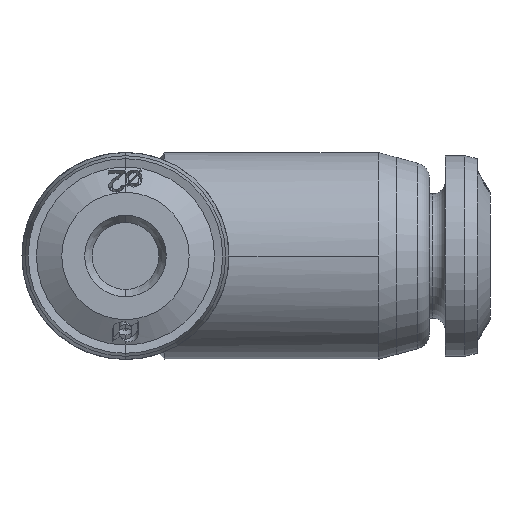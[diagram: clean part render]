
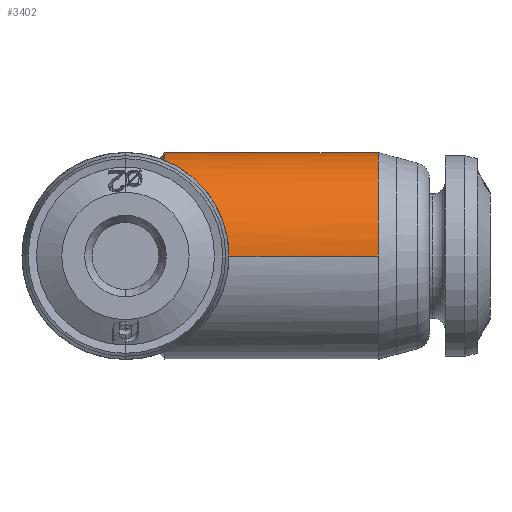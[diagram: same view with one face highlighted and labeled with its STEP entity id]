
A CAD part, left-side view. The second image highlights one B-rep face of the part: STEP entity #3402.
In plain terms, the highlighted cylindrical face has radius 3.25 mm (diameter 6.5 mm), a partial arc.
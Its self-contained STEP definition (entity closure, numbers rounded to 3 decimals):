
#1482 = EDGE_CURVE ( 'NONE', #15405, #15417, #5606, .T. ) ;
#1483 = EDGE_CURVE ( 'NONE', #15417, #15420, #5608, .T. ) ;
#1484 = EDGE_CURVE ( 'NONE', #15420, #15197, #15621, .T. ) ;
#1485 = EDGE_CURVE ( 'NONE', #15197, #15421, #5610, .T. ) ;
#1486 = EDGE_CURVE ( 'NONE', #15421, #15422, #15622, .T. ) ;
#1487 = EDGE_CURVE ( 'NONE', #15416, #15422, #5615, .T. ) ;
#1488 = EDGE_CURVE ( 'NONE', #15416, #15405, #5612, .T. ) ;
#2060 = DIRECTION ( 'NONE',  ( 0., 1., 0. ) ) ;
#2064 = CARTESIAN_POINT ( 'NONE',  ( 3.25, -3.25, 1.367 ) ) ;
#2077 = CARTESIAN_POINT ( 'NONE',  ( 2.486, -2.486, 2.5 ) ) ;
#2078 = CARTESIAN_POINT ( 'NONE',  ( 3.25, 0., 0. ) ) ;
#2079 = CARTESIAN_POINT ( 'NONE',  ( 0., -7.94, 0. ) ) ;
#2080 = DIRECTION ( 'NONE',  ( 0., 1., 0. ) ) ;
#2081 = DIRECTION ( 'NONE',  ( -1., 0., 0. ) ) ;
#2082 = CARTESIAN_POINT ( 'NONE',  ( 3.25, -3.25, 0. ) ) ;
#2083 = CARTESIAN_POINT ( 'NONE',  ( 1.22, -1.22, 3.013 ) ) ;
#2084 = CARTESIAN_POINT ( 'NONE',  ( -2.486, -2.486, 2.5 ) ) ;
#2085 = CARTESIAN_POINT ( 'NONE',  ( -3.25, -3.25, 1.367 ) ) ;
#2086 = CARTESIAN_POINT ( 'NONE',  ( 0., -1.22, 0. ) ) ;
#2087 = DIRECTION ( 'NONE',  ( 0., -1., 0. ) ) ;
#2088 = DIRECTION ( 'NONE',  ( 0., 0., -1. ) ) ;
#2089 = CARTESIAN_POINT ( 'NONE',  ( -1.22, -1.22, 3.013 ) ) ;
#2090 = CARTESIAN_POINT ( 'NONE',  ( -3.25, -3.25, 0. ) ) ;
#2091 = CARTESIAN_POINT ( 'NONE',  ( -3.25, 0., 0. ) ) ;
#2092 = DIRECTION ( 'NONE',  ( 0., 1., 0. ) ) ;
#2093 = CARTESIAN_POINT ( 'NONE',  ( 0., -7.94, 0. ) ) ;
#2094 = DIRECTION ( 'NONE',  ( 0., 1., 0. ) ) ;
#2944 = AXIS2_PLACEMENT_3D ( 'NONE', #11234, #11235, #11243 ) ;
#3402 = ADVANCED_FACE ( 'NONE', ( #6651 ), #6656, .T. ) ;
#3605 = ORIENTED_EDGE ( 'NONE', *, *, #1482, .T. ) ;
#3607 = ORIENTED_EDGE ( 'NONE', *, *, #1483, .T. ) ;
#3608 = ORIENTED_EDGE ( 'NONE', *, *, #1484, .T. ) ;
#3610 = ORIENTED_EDGE ( 'NONE', *, *, #1485, .T. ) ;
#3613 = ORIENTED_EDGE ( 'NONE', *, *, #1486, .T. ) ;
#3615 = ORIENTED_EDGE ( 'NONE', *, *, #1487, .F. ) ;
#3616 = ORIENTED_EDGE ( 'NONE', *, *, #1488, .T. ) ;
#5520 = AXIS2_PLACEMENT_3D ( 'NONE', #2079, #2080, #2081 ) ;
#5522 = AXIS2_PLACEMENT_3D ( 'NONE', #2086, #2087, #2088 ) ;
#5526 = AXIS2_PLACEMENT_3D ( 'NONE', #2093, #2094, #17422 ) ;
#5606 = CIRCLE ( 'NONE', #5520, 3.25 ) ;
#5608 = LINE ( 'NONE', #2078, #5613 ) ;
#5610 = CIRCLE ( 'NONE', #5522, 3.25 ) ;
#5612 = CIRCLE ( 'NONE', #5526, 3.25 ) ;
#5613 = VECTOR ( 'NONE', #2060, 1000. ) ;
#5615 = LINE ( 'NONE', #2091, #5618 ) ;
#5618 = VECTOR ( 'NONE', #2092, 1000. ) ;
#5969 = EDGE_LOOP ( 'NONE', ( #3605, #3607, #3608, #3610, #3613, #3615, #3616 ) ) ;
#6651 = FACE_OUTER_BOUND ( 'NONE', #5969, .T. ) ;
#6656 = CYLINDRICAL_SURFACE ( 'NONE', #2944, 3.25 ) ;
#11234 = CARTESIAN_POINT ( 'NONE',  ( 0., 0., 0. ) ) ;
#11235 = DIRECTION ( 'NONE',  ( 0., 1., 0. ) ) ;
#11243 = DIRECTION ( 'NONE',  ( -1., 0., 0. ) ) ;
#13882 = CARTESIAN_POINT ( 'NONE',  ( 1.22, -1.22, 3.013 ) ) ;
#14187 = CARTESIAN_POINT ( 'NONE',  ( 0.163, -7.94, 3.246 ) ) ;
#14198 = CARTESIAN_POINT ( 'NONE',  ( -3.25, -7.94, 0. ) ) ;
#14199 = CARTESIAN_POINT ( 'NONE',  ( 3.25, -7.94, 0. ) ) ;
#14202 = CARTESIAN_POINT ( 'NONE',  ( 3.25, -3.25, 0. ) ) ;
#14203 = CARTESIAN_POINT ( 'NONE',  ( -1.22, -1.22, 3.013 ) ) ;
#14204 = CARTESIAN_POINT ( 'NONE',  ( -3.25, -3.25, 0. ) ) ;
#15197 = VERTEX_POINT ( 'NONE', #13882 ) ;
#15405 = VERTEX_POINT ( 'NONE', #14187 ) ;
#15416 = VERTEX_POINT ( 'NONE', #14198 ) ;
#15417 = VERTEX_POINT ( 'NONE', #14199 ) ;
#15420 = VERTEX_POINT ( 'NONE', #14202 ) ;
#15421 = VERTEX_POINT ( 'NONE', #14203 ) ;
#15422 = VERTEX_POINT ( 'NONE', #14204 ) ;
#15621 =( BOUNDED_CURVE ( )  B_SPLINE_CURVE ( 3, ( #2082, #2064, #2077, #2083 ),
 .UNSPECIFIED., .F., .T. ) 
 B_SPLINE_CURVE_WITH_KNOTS ( ( 4, 4 ),
 ( 3.142, 4.328 ),
 .UNSPECIFIED. ) 
 CURVE ( )  GEOMETRIC_REPRESENTATION_ITEM ( )  RATIONAL_B_SPLINE_CURVE ( ( 1., 0.886, 0.886, 1. ) ) 
 REPRESENTATION_ITEM ( '' )  );
#15622 =( BOUNDED_CURVE ( )  B_SPLINE_CURVE ( 3, ( #2089, #2084, #2085, #2090 ),
 .UNSPECIFIED., .F., .T. ) 
 B_SPLINE_CURVE_WITH_KNOTS ( ( 4, 4 ),
 ( 5.097, 6.283 ),
 .UNSPECIFIED. ) 
 CURVE ( )  GEOMETRIC_REPRESENTATION_ITEM ( )  RATIONAL_B_SPLINE_CURVE ( ( 1., 0.886, 0.886, 1. ) ) 
 REPRESENTATION_ITEM ( '' )  );
#17422 = DIRECTION ( 'NONE',  ( -1., 0., 0. ) ) ;
